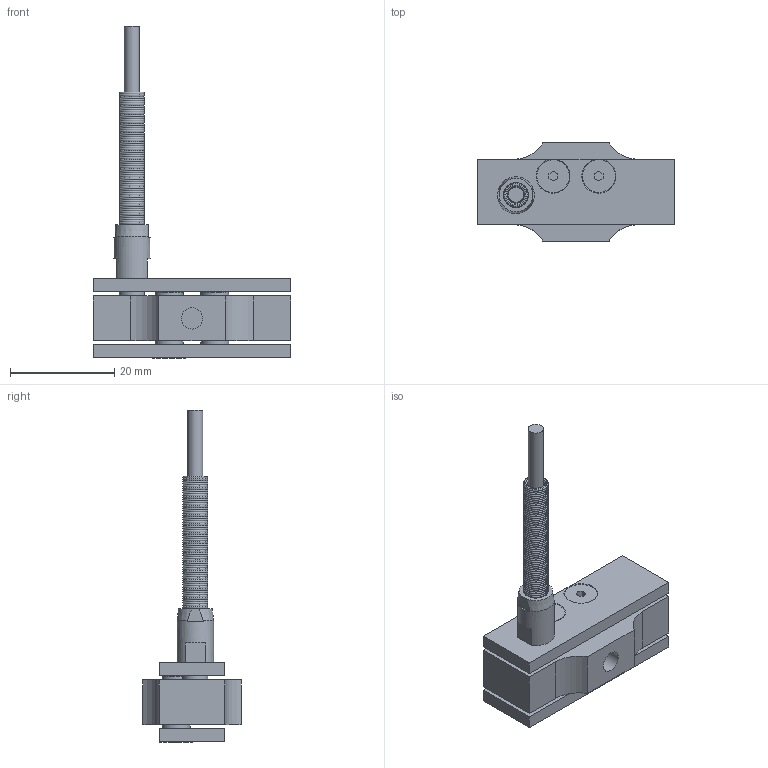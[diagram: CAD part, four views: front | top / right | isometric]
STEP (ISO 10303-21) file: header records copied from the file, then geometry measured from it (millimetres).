
FILE_DESCRIPTION((''),'2;1');
FILE_NAME('LRF300.stp','2010-11-24T15:30:22',('thomasl'),(''),'Autodesk Inventor 2008','Autodesk Inventor 2008','');
FILE_SCHEMA(('AUTOMOTIVE_DESIGN { 1 0 10303 214 1 1 1 1 }'));
Length unit declared in the file: inch
Products named in the file (7): LRF300 (LevelofDetail1); COVER (~1); 101D6; 101D6A; 101D6B; 101D6C; 101D6D
Assembly tree (6 placements, depth 3):
  LRF300 (LevelofDetail1)
    COVER (~1)
      101D6
      101D6A
      101D6B
      101D6C
      101D6D
Bounding box: 37.95 x 18.92 x 63.84 mm (x, y, z)
Volume: 1534.9 mm3; surface area: 6671.7 mm2
Topology: 4 solids, 5 shells, 191 faces, 423 edges, 259 vertices
Faces by surface type: plane 82, bspline 60, cylinder 33, cone 13, torus 3
Full cylindrical faces by diameter (mm): 2.261 x1, 2.839 x4, 2.921 x5, 3.048 x1, 3.302 x5, 4.089 x2, 4.801 x1, 4.851 x2, 5.334 x1, 5.385 x4, 5.588 x1, 5.791 x1, 7.061 x1
Entity records: 9286 total; most frequent: CARTESIAN_POINT 5518, DIRECTION 730, ORIENTED_EDGE 606, EDGE_LOOP 324, EDGE_CURVE 303, AXIS2_PLACEMENT_3D 293, VERTEX_POINT 243, FACE_OUTER_BOUND 191
